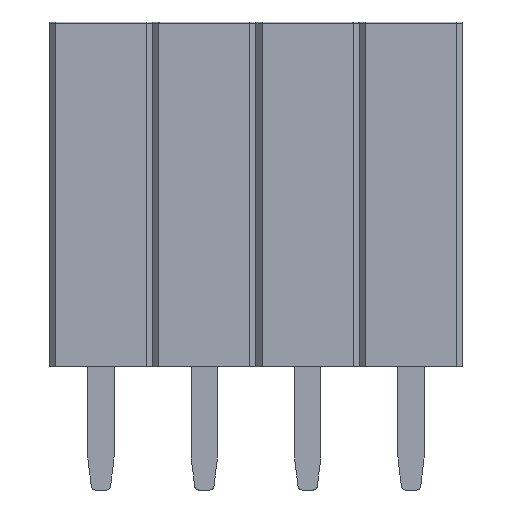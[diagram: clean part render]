
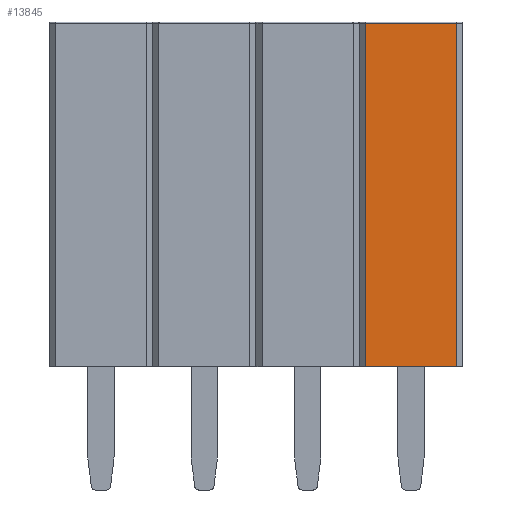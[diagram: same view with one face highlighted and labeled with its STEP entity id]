
A CAD part, front view. The second image highlights one B-rep face of the part: STEP entity #13845.
In plain terms, the highlighted planar face has unit normal (0, -1, 0).
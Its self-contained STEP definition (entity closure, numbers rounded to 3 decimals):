
#545=PLANE('',#14735);
#1004=FACE_OUTER_BOUND('',#1813,.T.);
#1813=EDGE_LOOP('',(#9557,#9558,#9559,#9560));
#3112=LINE('',#20433,#4583);
#3116=LINE('',#20442,#4587);
#3117=LINE('',#20443,#4588);
#3118=LINE('',#20444,#4589);
#4583=VECTOR('',#16331,1.);
#4587=VECTOR('',#16337,1.);
#4588=VECTOR('',#16338,1.);
#4589=VECTOR('',#16339,1.);
#6153=VERTEX_POINT('',#20431);
#6154=VERTEX_POINT('',#20432);
#6157=VERTEX_POINT('',#20440);
#6158=VERTEX_POINT('',#20441);
#7474=EDGE_CURVE('',#6153,#6154,#3112,.T.);
#7478=EDGE_CURVE('',#6157,#6158,#3116,.T.);
#7479=EDGE_CURVE('',#6157,#6153,#3117,.T.);
#7480=EDGE_CURVE('',#6154,#6158,#3118,.T.);
#9557=ORIENTED_EDGE('',*,*,#7478,.F.);
#9558=ORIENTED_EDGE('',*,*,#7479,.T.);
#9559=ORIENTED_EDGE('',*,*,#7474,.T.);
#9560=ORIENTED_EDGE('',*,*,#7480,.T.);
#13845=ADVANCED_FACE('',(#1004),#545,.F.);
#14735=AXIS2_PLACEMENT_3D('',#20439,#16335,#16336);
#16331=DIRECTION('',(0.,0.,-1.));
#16335=DIRECTION('center_axis',(0.,1.,0.));
#16336=DIRECTION('ref_axis',(0.,0.,1.));
#16337=DIRECTION('',(0.,0.,-1.));
#16338=DIRECTION('',(-1.,0.,0.));
#16339=DIRECTION('',(1.,0.,0.));
#20431=CARTESIAN_POINT('',(2.69,-2.54,8.422));
#20432=CARTESIAN_POINT('',(2.69,-2.54,-0.018));
#20433=CARTESIAN_POINT('',(2.69,-2.54,5.952));
#20439=CARTESIAN_POINT('Origin',(2.69,-2.54,5.952));
#20440=CARTESIAN_POINT('',(4.93,-2.54,8.422));
#20441=CARTESIAN_POINT('',(4.93,-2.54,-0.018));
#20442=CARTESIAN_POINT('',(4.93,-2.54,5.952));
#20443=CARTESIAN_POINT('',(2.69,-2.54,8.422));
#20444=CARTESIAN_POINT('',(2.69,-2.54,-0.018));
